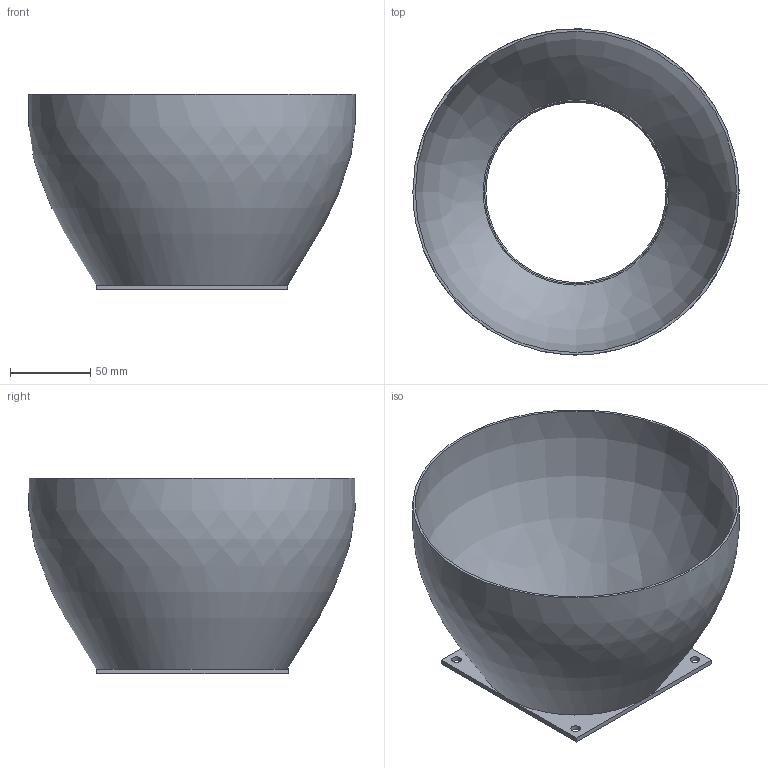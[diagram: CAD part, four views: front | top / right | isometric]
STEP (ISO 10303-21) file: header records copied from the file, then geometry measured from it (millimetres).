
FILE_DESCRIPTION(('HOOPS Exchange Step'),'2;1');
FILE_NAME('temp_export','2024-11-22T19:42:31+19:00',('tomgrant'),('Shapr3D Limited'),'HOOPS Exchange 2023.1','Shapr3D','Authorized');
FILE_SCHEMA( ('AUTOMOTIVE_DESIGN { 1 0 10303 214 1 1 1 1 }') );
Length unit declared in the file: millimetre
Products named in the file (1): root
Bounding box: 203.06 x 202.99 x 121.8 mm (x, y, z)
Volume: 116610.3 mm3; surface area: 150984 mm2
Topology: 1 solids, 1 shells, 20 faces, 60 edges, 44 vertices
Faces by surface type: plane 11, cylinder 6, bspline 2, offset 1
Full cylindrical faces by diameter (mm): 6 x4, 114 x2
Entity records: 4434 total; most frequent: CARTESIAN_POINT 3852, ORIENTED_EDGE 120, DIRECTION 103, EDGE_CURVE 60, VERTEX_POINT 44, AXIS2_PLACEMENT_3D 41, EDGE_LOOP 32, FACE_BOUND 32
